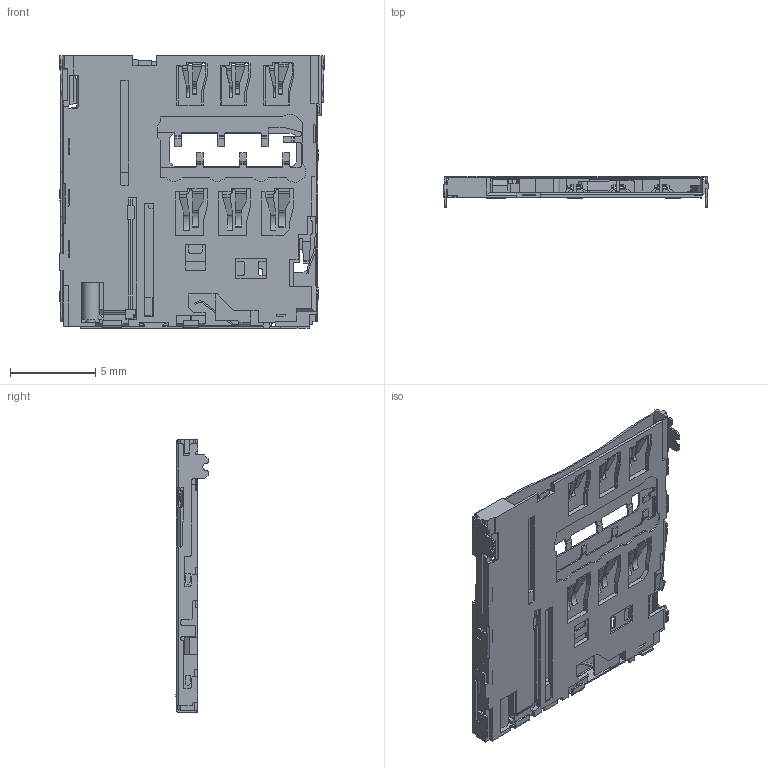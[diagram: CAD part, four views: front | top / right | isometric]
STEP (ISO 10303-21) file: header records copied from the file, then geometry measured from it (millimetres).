
FILE_DESCRIPTION((''),'2;1');
FILE_NAME('C-2174803-2','2018-07-26T',('workeradm'),('TE Connectivity Ltd.'),'CREO PARAMETRIC BY PTC INC, 2016050','CREO PARAMETRIC BY PTC INC, 2016050','');
FILE_SCHEMA(('AUTOMOTIVE_DESIGN { 1 0 10303 214 1 1 1 1 }'));
Length unit declared in the file: millimetre
Products named in the file (1): C-2174803-2
Bounding box: 15.49 x 1.89 x 16 mm (x, y, z)
Volume: 91.6 mm3; surface area: 1048.8 mm2
Topology: 1 solids, 1 shells, 1423 faces, 4287 edges, 2813 vertices
Faces by surface type: plane 996, cylinder 420, torus 4, cone 3
Entity records: 48204 total; most frequent: CARTESIAN_POINT 8664, ORIENTED_EDGE 8574, DIRECTION 7958, EDGE_CURVE 4287, VECTOR 3380, LINE 3380, VERTEX_POINT 2813, AXIS2_PLACEMENT_3D 2289
